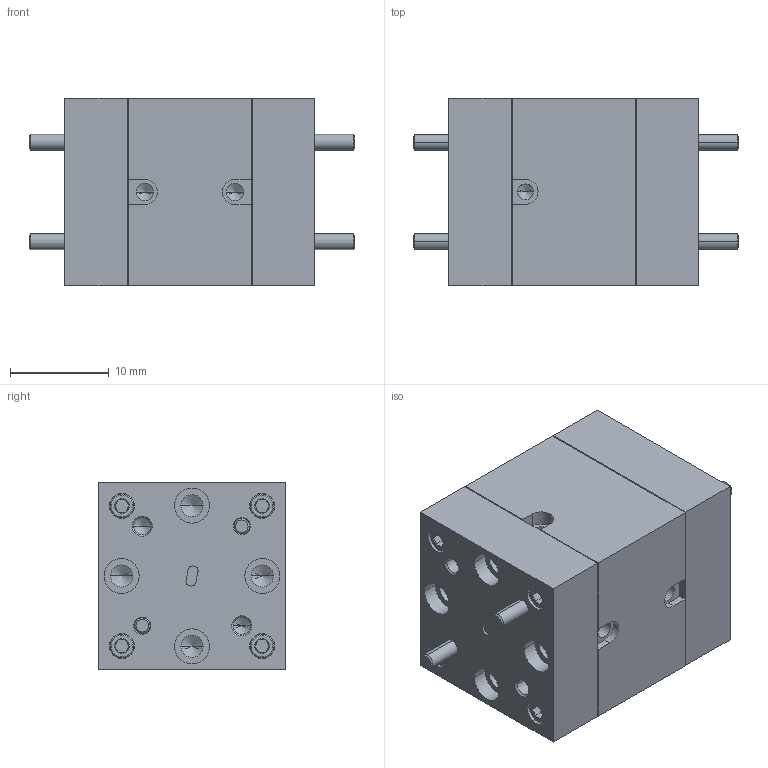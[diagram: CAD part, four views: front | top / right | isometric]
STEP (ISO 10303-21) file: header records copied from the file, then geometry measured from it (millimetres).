
FILE_DESCRIPTION (( 'STEP AP203' ), '1' );
FILE_NAME ('STF-08-91-C.STEP', '2019-11-04T20:33:45', ( '' ), ( '' ), 'SwSTEP 2.0', 'SolidWorks 2016', '' );
FILE_SCHEMA (( 'CONFIG_CONTROL_DESIGN' ));
Products named in the file (1): STF-08-91-C
Bounding box: 33.08 x 19.05 x 19.05 mm (x, y, z)
Volume: 8779.8 mm3; surface area: 5566 mm2
Topology: 5 solids, 5 shells, 927 faces, 2415 edges, 1525 vertices
Faces by surface type: cylinder 620, cone 158, plane 133, bspline 16
Entity records: 43682 total; most frequent: CARTESIAN_POINT 23974, ORIENTED_EDGE 4754, DIRECTION 3521, EDGE_CURVE 2377, VERTEX_POINT 1525, AXIS2_PLACEMENT_3D 1312, EDGE_LOOP 1004, ADVANCED_FACE 927
